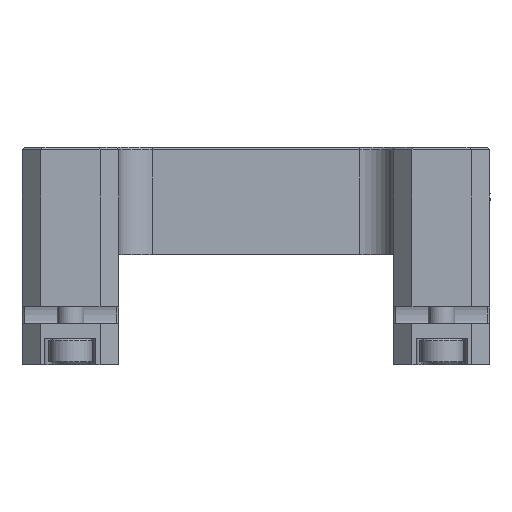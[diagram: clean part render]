
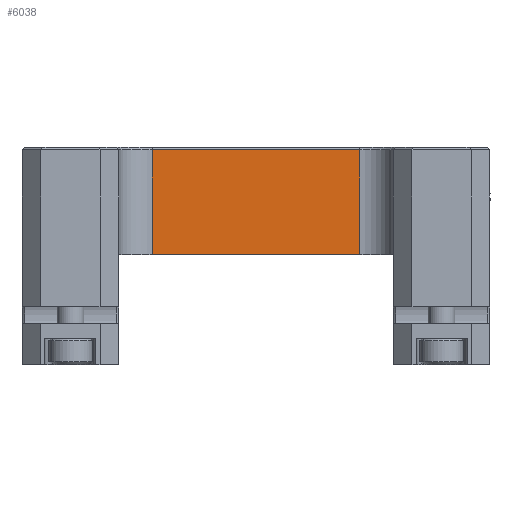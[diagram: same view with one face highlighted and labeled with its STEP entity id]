
A CAD part, front view. The second image highlights one B-rep face of the part: STEP entity #6038.
In plain terms, the highlighted planar face has unit normal (0, -1, 0).
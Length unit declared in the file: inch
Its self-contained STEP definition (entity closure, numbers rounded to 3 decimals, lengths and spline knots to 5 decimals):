
#2583 = EDGE_CURVE ( 'NONE', #9863, #2746, #34666, .T. ) ;
#2746 = VERTEX_POINT ( 'NONE', #10278 ) ;
#5181 = VECTOR ( 'NONE', #31966, 39.37008 ) ;
#6038 = ADVANCED_FACE ( 'NONE', ( #7668 ), #12490, .F. ) ;
#6162 = VERTEX_POINT ( 'NONE', #15543 ) ;
#6388 = CARTESIAN_POINT ( 'NONE',  ( -0.51, -0.725, 0.025 ) ) ;
#7668 = FACE_OUTER_BOUND ( 'NONE', #18692, .T. ) ;
#9325 = DIRECTION ( 'NONE',  ( 1., 0., 0. ) ) ;
#9863 = VERTEX_POINT ( 'NONE', #25457 ) ;
#10278 = CARTESIAN_POINT ( 'NONE',  ( -0.385, -0.725, 0.025 ) ) ;
#11246 = LINE ( 'NONE', #6388, #26873 ) ;
#12308 = VECTOR ( 'NONE', #16641, 39.37008 ) ;
#12490 = PLANE ( 'NONE',  #30325 ) ;
#12495 = CARTESIAN_POINT ( 'NONE',  ( -0.385, -0.725, 0.415 ) ) ;
#12506 = ORIENTED_EDGE ( 'NONE', *, *, #26216, .T. ) ;
#14121 = ORIENTED_EDGE ( 'NONE', *, *, #2583, .T. ) ;
#15543 = CARTESIAN_POINT ( 'NONE',  ( 0.385, -0.725, 0.025 ) ) ;
#16414 = CARTESIAN_POINT ( 'NONE',  ( -0.385, -0.725, -0.425 ) ) ;
#16641 = DIRECTION ( 'NONE',  ( 0., 0., -1. ) ) ;
#16834 = ORIENTED_EDGE ( 'NONE', *, *, #20021, .T. ) ;
#18692 = EDGE_LOOP ( 'NONE', ( #12506, #16834, #14121, #32976 ) ) ;
#19478 = LINE ( 'NONE', #12495, #5181 ) ;
#20021 = EDGE_CURVE ( 'NONE', #22997, #9863, #19478, .T. ) ;
#20262 = CARTESIAN_POINT ( 'NONE',  ( 0.385, -0.725, 0.415 ) ) ;
#20520 = VECTOR ( 'NONE', #25205, 39.37008 ) ;
#22585 = CARTESIAN_POINT ( 'NONE',  ( 0.385, -0.725, 0.425 ) ) ;
#22997 = VERTEX_POINT ( 'NONE', #20262 ) ;
#24014 = CARTESIAN_POINT ( 'NONE',  ( -0.51, -0.725, 0.425 ) ) ;
#24594 = DIRECTION ( 'NONE',  ( 0., 1., 0. ) ) ;
#24718 = LINE ( 'NONE', #22585, #20520 ) ;
#24827 = DIRECTION ( 'NONE',  ( -1., 0., 0. ) ) ;
#25205 = DIRECTION ( 'NONE',  ( 0., 0., 1. ) ) ;
#25457 = CARTESIAN_POINT ( 'NONE',  ( -0.385, -0.725, 0.415 ) ) ;
#26169 = EDGE_CURVE ( 'NONE', #2746, #6162, #11246, .T. ) ;
#26216 = EDGE_CURVE ( 'NONE', #6162, #22997, #24718, .T. ) ;
#26873 = VECTOR ( 'NONE', #9325, 39.37008 ) ;
#30325 = AXIS2_PLACEMENT_3D ( 'NONE', #24014, #24594, #24827 ) ;
#31966 = DIRECTION ( 'NONE',  ( -1., 0., 0. ) ) ;
#32976 = ORIENTED_EDGE ( 'NONE', *, *, #26169, .T. ) ;
#34666 = LINE ( 'NONE', #16414, #12308 ) ;
